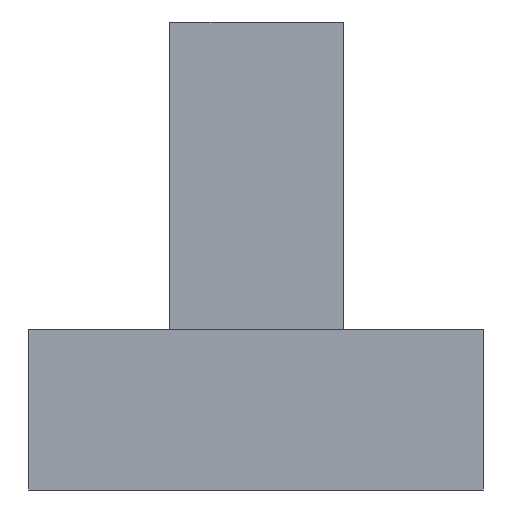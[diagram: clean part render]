
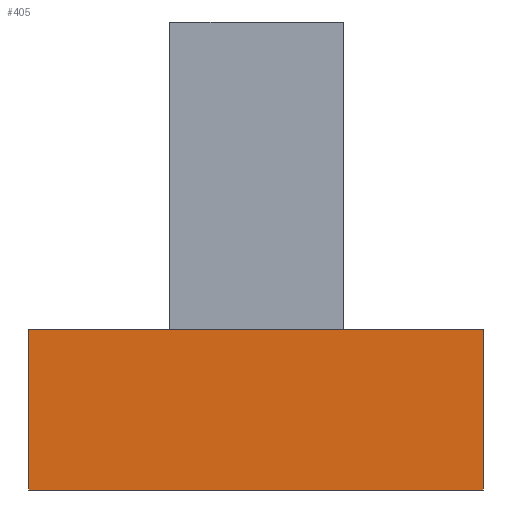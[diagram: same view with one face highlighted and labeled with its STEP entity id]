
A CAD part, left-side view. The second image highlights one B-rep face of the part: STEP entity #405.
In plain terms, the highlighted planar face has unit normal (-1, 0, 0).
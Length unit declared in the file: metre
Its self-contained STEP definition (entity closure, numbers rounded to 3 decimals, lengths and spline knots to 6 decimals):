
#42 = PLANE('',#43);
#43 = AXIS2_PLACEMENT_3D('',#44,#45,#46);
#44 = CARTESIAN_POINT('',(37.873942,-28.000666,0.6));
#45 = DIRECTION('',(0.,0.,1.));
#46 = DIRECTION('',(1.,0.,-0.));
#309 = VERTEX_POINT('',#310);
#310 = CARTESIAN_POINT('',(37.873942,-26.300993,0.));
#316 = PLANE('',#317);
#317 = AXIS2_PLACEMENT_3D('',#318,#319,#320);
#318 = CARTESIAN_POINT('',(40.968868,-26.300993,0.));
#319 = DIRECTION('',(0.,1.,0.));
#320 = DIRECTION('',(0.,-0.,1.));
#327 = PLANE('',#328);
#328 = AXIS2_PLACEMENT_3D('',#329,#330,#331);
#329 = CARTESIAN_POINT('',(37.873942,-28.000666,0.));
#330 = DIRECTION('',(0.,0.,-1.));
#331 = DIRECTION('',(-1.,0.,-0.));
#338 = EDGE_CURVE('',#309,#339,#341,.T.);
#339 = VERTEX_POINT('',#340);
#340 = CARTESIAN_POINT('',(37.873942,-26.300993,0.6));
#341 = SURFACE_CURVE('',#342,(#345,#351),.PCURVE_S1.);
#342 = B_SPLINE_CURVE_WITH_KNOTS('',1,(#343,#344),.UNSPECIFIED.,.F.,.F.,
  (2,2),(0.,600.),.PIECEWISE_BEZIER_KNOTS.);
#343 = CARTESIAN_POINT('',(37.873942,-26.300993,0.));
#344 = CARTESIAN_POINT('',(37.873942,-26.300993,0.6));
#345 = PCURVE('',#316,#346);
#346 = DEFINITIONAL_REPRESENTATION('',(#347),#350);
#347 = B_SPLINE_CURVE_WITH_KNOTS('',1,(#348,#349),.UNSPECIFIED.,.F.,.F.,
  (2,2),(0.,600.),.PIECEWISE_BEZIER_KNOTS.);
#348 = CARTESIAN_POINT('',(0.,-3.095));
#349 = CARTESIAN_POINT('',(0.6,-3.095));
#350 = ( GEOMETRIC_REPRESENTATION_CONTEXT(2) 
PARAMETRIC_REPRESENTATION_CONTEXT() REPRESENTATION_CONTEXT('2D SPACE',''
  ) );
#351 = PCURVE('',#352,#357);
#352 = PLANE('',#353);
#353 = AXIS2_PLACEMENT_3D('',#354,#355,#356);
#354 = CARTESIAN_POINT('',(37.873942,-26.300993,0.));
#355 = DIRECTION('',(-1.,0.,0.));
#356 = DIRECTION('',(0.,0.,-1.));
#357 = DEFINITIONAL_REPRESENTATION('',(#358),#361);
#358 = B_SPLINE_CURVE_WITH_KNOTS('',1,(#359,#360),.UNSPECIFIED.,.F.,.F.,
  (2,2),(0.,600.),.PIECEWISE_BEZIER_KNOTS.);
#359 = CARTESIAN_POINT('',(0.,0.));
#360 = CARTESIAN_POINT('',(-0.6,0.));
#361 = ( GEOMETRIC_REPRESENTATION_CONTEXT(2) 
PARAMETRIC_REPRESENTATION_CONTEXT() REPRESENTATION_CONTEXT('2D SPACE',''
  ) );
#405 = ADVANCED_FACE('',(#406),#352,.T.);
#406 = FACE_BOUND('',#407,.T.);
#407 = EDGE_LOOP('',(#408,#428,#453,#471));
#408 = ORIENTED_EDGE('',*,*,#409,.T.);
#409 = EDGE_CURVE('',#309,#410,#412,.T.);
#410 = VERTEX_POINT('',#411);
#411 = CARTESIAN_POINT('',(37.873942,-28.000666,0.));
#412 = SURFACE_CURVE('',#413,(#416,#422),.PCURVE_S1.);
#413 = B_SPLINE_CURVE_WITH_KNOTS('',1,(#414,#415),.UNSPECIFIED.,.F.,.F.,
  (2,2),(1.,2.),.PIECEWISE_BEZIER_KNOTS.);
#414 = CARTESIAN_POINT('',(37.873942,-26.300993,0.));
#415 = CARTESIAN_POINT('',(37.873942,-28.000666,0.));
#416 = PCURVE('',#352,#417);
#417 = DEFINITIONAL_REPRESENTATION('',(#418),#421);
#418 = B_SPLINE_CURVE_WITH_KNOTS('',1,(#419,#420),.UNSPECIFIED.,.F.,.F.,
  (2,2),(1.,2.),.PIECEWISE_BEZIER_KNOTS.);
#419 = CARTESIAN_POINT('',(0.,0.));
#420 = CARTESIAN_POINT('',(0.,1.7));
#421 = ( GEOMETRIC_REPRESENTATION_CONTEXT(2) 
PARAMETRIC_REPRESENTATION_CONTEXT() REPRESENTATION_CONTEXT('2D SPACE',''
  ) );
#422 = PCURVE('',#327,#423);
#423 = DEFINITIONAL_REPRESENTATION('',(#424),#427);
#424 = B_SPLINE_CURVE_WITH_KNOTS('',1,(#425,#426),.UNSPECIFIED.,.F.,.F.,
  (2,2),(1.,2.),.PIECEWISE_BEZIER_KNOTS.);
#425 = CARTESIAN_POINT('',(0.,1.7));
#426 = CARTESIAN_POINT('',(0.,0.));
#427 = ( GEOMETRIC_REPRESENTATION_CONTEXT(2) 
PARAMETRIC_REPRESENTATION_CONTEXT() REPRESENTATION_CONTEXT('2D SPACE',''
  ) );
#428 = ORIENTED_EDGE('',*,*,#429,.T.);
#429 = EDGE_CURVE('',#410,#430,#432,.T.);
#430 = VERTEX_POINT('',#431);
#431 = CARTESIAN_POINT('',(37.873942,-28.000666,0.6));
#432 = SURFACE_CURVE('',#433,(#436,#442),.PCURVE_S1.);
#433 = B_SPLINE_CURVE_WITH_KNOTS('',1,(#434,#435),.UNSPECIFIED.,.F.,.F.,
  (2,2),(0.,600.),.PIECEWISE_BEZIER_KNOTS.);
#434 = CARTESIAN_POINT('',(37.873942,-28.000666,0.));
#435 = CARTESIAN_POINT('',(37.873942,-28.000666,0.6));
#436 = PCURVE('',#352,#437);
#437 = DEFINITIONAL_REPRESENTATION('',(#438),#441);
#438 = B_SPLINE_CURVE_WITH_KNOTS('',1,(#439,#440),.UNSPECIFIED.,.F.,.F.,
  (2,2),(0.,600.),.PIECEWISE_BEZIER_KNOTS.);
#439 = CARTESIAN_POINT('',(0.,1.7));
#440 = CARTESIAN_POINT('',(-0.6,1.7));
#441 = ( GEOMETRIC_REPRESENTATION_CONTEXT(2) 
PARAMETRIC_REPRESENTATION_CONTEXT() REPRESENTATION_CONTEXT('2D SPACE',''
  ) );
#442 = PCURVE('',#443,#448);
#443 = PLANE('',#444);
#444 = AXIS2_PLACEMENT_3D('',#445,#446,#447);
#445 = CARTESIAN_POINT('',(37.873942,-28.000666,0.));
#446 = DIRECTION('',(0.,-1.,0.));
#447 = DIRECTION('',(0.,-0.,-1.));
#448 = DEFINITIONAL_REPRESENTATION('',(#449),#452);
#449 = B_SPLINE_CURVE_WITH_KNOTS('',1,(#450,#451),.UNSPECIFIED.,.F.,.F.,
  (2,2),(0.,600.),.PIECEWISE_BEZIER_KNOTS.);
#450 = CARTESIAN_POINT('',(0.,0.));
#451 = CARTESIAN_POINT('',(-0.6,0.));
#452 = ( GEOMETRIC_REPRESENTATION_CONTEXT(2) 
PARAMETRIC_REPRESENTATION_CONTEXT() REPRESENTATION_CONTEXT('2D SPACE',''
  ) );
#453 = ORIENTED_EDGE('',*,*,#454,.F.);
#454 = EDGE_CURVE('',#339,#430,#455,.T.);
#455 = SURFACE_CURVE('',#456,(#459,#465),.PCURVE_S1.);
#456 = B_SPLINE_CURVE_WITH_KNOTS('',1,(#457,#458),.UNSPECIFIED.,.F.,.F.,
  (2,2),(1.,2.),.PIECEWISE_BEZIER_KNOTS.);
#457 = CARTESIAN_POINT('',(37.873942,-26.300993,0.6));
#458 = CARTESIAN_POINT('',(37.873942,-28.000666,0.6));
#459 = PCURVE('',#352,#460);
#460 = DEFINITIONAL_REPRESENTATION('',(#461),#464);
#461 = B_SPLINE_CURVE_WITH_KNOTS('',1,(#462,#463),.UNSPECIFIED.,.F.,.F.,
  (2,2),(1.,2.),.PIECEWISE_BEZIER_KNOTS.);
#462 = CARTESIAN_POINT('',(-0.6,0.));
#463 = CARTESIAN_POINT('',(-0.6,1.7));
#464 = ( GEOMETRIC_REPRESENTATION_CONTEXT(2) 
PARAMETRIC_REPRESENTATION_CONTEXT() REPRESENTATION_CONTEXT('2D SPACE',''
  ) );
#465 = PCURVE('',#42,#466);
#466 = DEFINITIONAL_REPRESENTATION('',(#467),#470);
#467 = B_SPLINE_CURVE_WITH_KNOTS('',1,(#468,#469),.UNSPECIFIED.,.F.,.F.,
  (2,2),(1.,2.),.PIECEWISE_BEZIER_KNOTS.);
#468 = CARTESIAN_POINT('',(0.,1.7));
#469 = CARTESIAN_POINT('',(0.,0.));
#470 = ( GEOMETRIC_REPRESENTATION_CONTEXT(2) 
PARAMETRIC_REPRESENTATION_CONTEXT() REPRESENTATION_CONTEXT('2D SPACE',''
  ) );
#471 = ORIENTED_EDGE('',*,*,#338,.F.);
